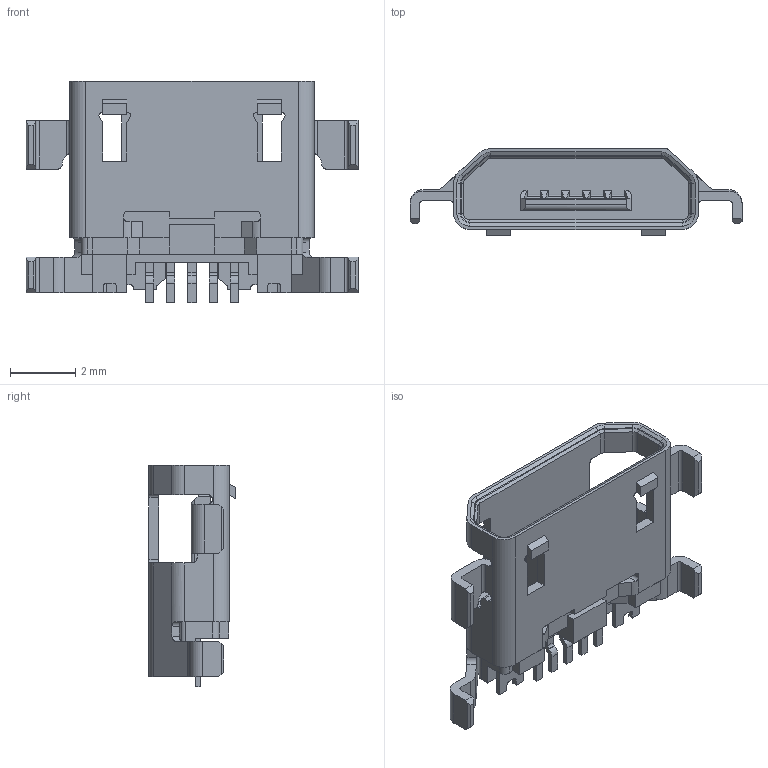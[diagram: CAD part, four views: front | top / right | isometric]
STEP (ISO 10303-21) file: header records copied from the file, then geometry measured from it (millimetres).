
FILE_DESCRIPTION((''),'2;1');
FILE_NAME('C-2134441-2','2013-07-03T',('workeradm'),('Tyco Electronics Ltd.'),'PRO/ENGINEER BY PARAMETRIC TECHNOLOGY CORPORATION, 2013050','PRO/ENGINEER BY PARAMETRIC TECHNOLOGY CORPORATION, 2013050','');
FILE_SCHEMA(('AUTOMOTIVE_DESIGN { 1 0 10303 214 1 1 1 1 }'));
Length unit declared in the file: millimetre
Products named in the file (1): C-2134441-2
Bounding box: 10.2 x 2.69 x 6.8 mm (x, y, z)
Volume: 57 mm3; surface area: 267 mm2
Topology: 1 solids, 1 shells, 484 faces, 1367 edges, 884 vertices
Faces by surface type: plane 320, cylinder 144, cone 12, torus 8
Entity records: 15996 total; most frequent: CARTESIAN_POINT 3052, ORIENTED_EDGE 2734, DIRECTION 2619, EDGE_CURVE 1367, VECTOR 1039, LINE 1039, VERTEX_POINT 884, AXIS2_PLACEMENT_3D 790
